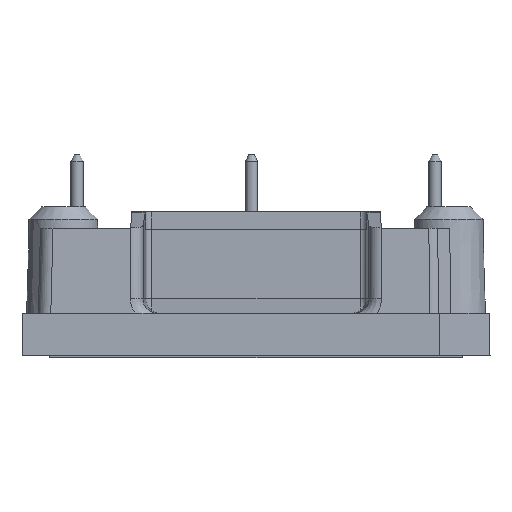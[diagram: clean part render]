
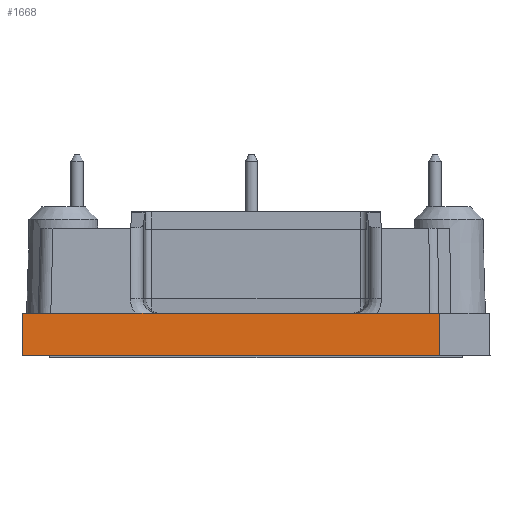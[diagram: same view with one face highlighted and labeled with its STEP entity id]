
A CAD part, left-side view. The second image highlights one B-rep face of the part: STEP entity #1668.
In plain terms, the highlighted planar face has unit normal (-1, 0, 0.018).
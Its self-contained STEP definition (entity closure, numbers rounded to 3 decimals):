
#1668 = ADVANCED_FACE( '', ( #4146 ), #4147, .T. );
#4146 = FACE_OUTER_BOUND( '', #7390, .T. );
#4147 = PLANE( '', #7391 );
#7390 = EDGE_LOOP( '', ( #12854, #12855, #12856, #12857 ) );
#7391 = AXIS2_PLACEMENT_3D( '', #12858, #12859, #12860 );
#12854 = ORIENTED_EDGE( '', *, *, #18973, .T. );
#12855 = ORIENTED_EDGE( '', *, *, #19436, .F. );
#12856 = ORIENTED_EDGE( '', *, *, #19437, .T. );
#12857 = ORIENTED_EDGE( '', *, *, #17768, .T. );
#12858 = CARTESIAN_POINT( '', ( -43.5, 0.25, 5. ) );
#12859 = DIRECTION( '', ( -1., 0., 0.017 ) );
#12860 = DIRECTION( '', ( 0.017, 0., 1. ) );
#17768 = EDGE_CURVE( '', #20745, #20753, #20755, .F. );
#18973 = EDGE_CURVE( '', #20753, #22848, #22851, .F. );
#19436 = EDGE_CURVE( '', #23527, #22848, #23528, .F. );
#19437 = EDGE_CURVE( '', #23527, #20745, #23529, .T. );
#20745 = VERTEX_POINT( '', #25122 );
#20753 = VERTEX_POINT( '', #25134 );
#20755 = LINE( '', #25137, #25138 );
#22848 = VERTEX_POINT( '', #28448 );
#22851 = LINE( '', #28452, #28453 );
#23527 = VERTEX_POINT( '', #29492 );
#23528 = LINE( '', #29493, #29494 );
#23529 = LINE( '', #29495, #29496 );
#25122 = CARTESIAN_POINT( '', ( -43.5, 18.95, 5. ) );
#25134 = CARTESIAN_POINT( '', ( -43.5, -14.45, 5. ) );
#25137 = CARTESIAN_POINT( '', ( -43.5, 0.25, 5. ) );
#25138 = VECTOR( '', #31870, 1000. );
#28448 = CARTESIAN_POINT( '', ( -43.441, -14.425, 8.4 ) );
#28452 = CARTESIAN_POINT( '', ( -43.498, -14.449, 5.134 ) );
#28453 = VECTOR( '', #33068, 1000. );
#29492 = CARTESIAN_POINT( '', ( -43.441, 18.891, 8.4 ) );
#29493 = CARTESIAN_POINT( '', ( -43.441, 0.25, 8.4 ) );
#29494 = VECTOR( '', #33507, 1000. );
#29495 = CARTESIAN_POINT( '', ( -43.494, 18.944, 5.326 ) );
#29496 = VECTOR( '', #33508, 1000. );
#31870 = DIRECTION( '', ( 0., 1., 0. ) );
#33068 = DIRECTION( '', ( -0.017, -0.007, -1. ) );
#33507 = DIRECTION( '', ( 0., 1., 0. ) );
#33508 = DIRECTION( '', ( -0.017, 0.017, -1. ) );
